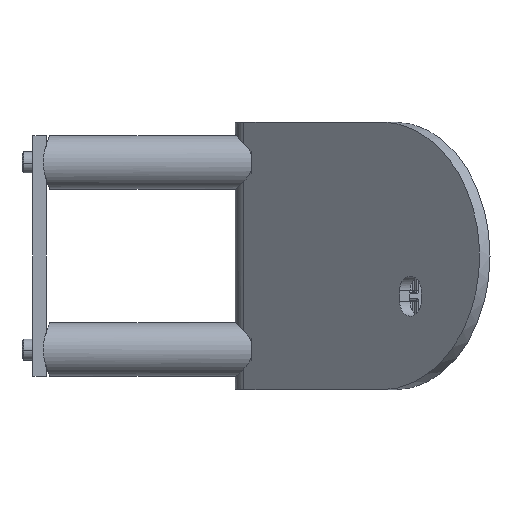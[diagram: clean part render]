
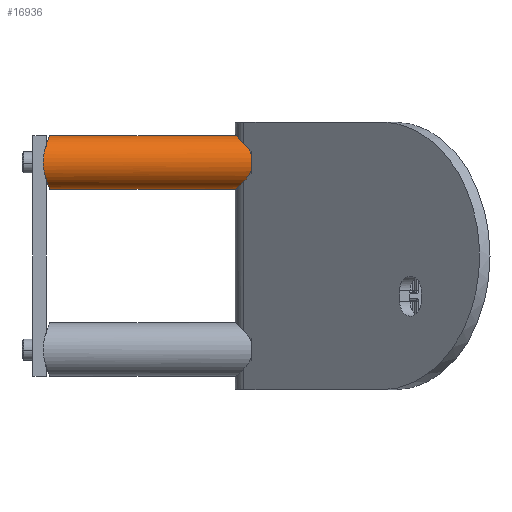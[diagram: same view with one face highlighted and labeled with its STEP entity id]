
A CAD part, left-side view. The second image highlights one B-rep face of the part: STEP entity #16936.
In plain terms, the highlighted cylindrical face has radius 10 mm (diameter 20 mm), a partial arc.
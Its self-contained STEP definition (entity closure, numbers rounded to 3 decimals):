
#56 = CARTESIAN_POINT ( 'NONE',  ( -8.125, 32.118, -5.839 ) ) ;
#143 = CARTESIAN_POINT ( 'NONE',  ( -9.868, 32.937, 1.652 ) ) ;
#231 = CARTESIAN_POINT ( 'NONE',  ( -9.738, 32.869, 2.298 ) ) ;
#312 = CARTESIAN_POINT ( 'NONE',  ( 0., 30.5, -10. ) ) ;
#499 = CARTESIAN_POINT ( 'NONE',  ( 0., -44.6, 10. ) ) ;
#1455 = CARTESIAN_POINT ( 'NONE',  ( 0., 40.5, 10. ) ) ;
#1462 = VERTEX_POINT ( 'NONE', #16355 ) ;
#1520 = CARTESIAN_POINT ( 'NONE',  ( -6.613, 31.556, -7.508 ) ) ;
#1534 = LINE ( 'NONE', #1455, #14839 ) ;
#1613 = CARTESIAN_POINT ( 'NONE',  ( -9.999, 33.006, -0.672 ) ) ;
#1653 = DIRECTION ( 'NONE',  ( 0., -1., 0. ) ) ;
#1706 = CARTESIAN_POINT ( 'NONE',  ( -4.471, 30.968, -8.969 ) ) ;
#2050 = FACE_OUTER_BOUND ( 'NONE', #17219, .T. ) ;
#2504 = CARTESIAN_POINT ( 'NONE',  ( 0., 30.5, 10. ) ) ;
#2830 = CARTESIAN_POINT ( 'NONE',  ( -8.122, 32.116, 5.843 ) ) ;
#2921 = CARTESIAN_POINT ( 'NONE',  ( -0.672, 30.5, -10. ) ) ;
#2997 = CARTESIAN_POINT ( 'NONE',  ( 0., 30.5, 10. ) ) ;
#4224 = CARTESIAN_POINT ( 'NONE',  ( -1.33, 30.532, -9.933 ) ) ;
#4318 = CARTESIAN_POINT ( 'NONE',  ( -7.305, 31.797, -6.837 ) ) ;
#4404 = CARTESIAN_POINT ( 'NONE',  ( -7.93, 32.038, -6.1 ) ) ;
#4437 = CARTESIAN_POINT ( 'NONE',  ( 0., 40.5, -10. ) ) ;
#4485 = CARTESIAN_POINT ( 'NONE',  ( -0.662, 30.5, 10. ) ) ;
#4588 = CARTESIAN_POINT ( 'NONE',  ( -9.35, 32.673, -3.561 ) ) ;
#4927 = AXIS2_PLACEMENT_3D ( 'NONE', #9693, #15485, #16698 ) ;
#4956 = CYLINDRICAL_SURFACE ( 'NONE', #11427, 10. ) ;
#5619 = CARTESIAN_POINT ( 'NONE',  ( -6.851, 31.636, -7.292 ) ) ;
#5675 = B_SPLINE_CURVE_WITH_KNOTS ( 'NONE', 3,
 ( #312, #2921, #4224, #15656, #5697, #11529, #10221, #1706, #5964, #8388, #9861, #1520, #5619, #4318, #11268, #4404, #56, #11353, #8482, #4588, #11624, #16953, #14323, #14165, #1613, #12953, #17206, #12851, #143, #231, #15567, #5879, #14240, #9955, #5786, #2830, #14074, #13035, #7018, #8563, #17042, #11447, #12686, #7183, #10129, #17130, #7102, #10042, #7279, #15746, #4485, #2997 ),
 .UNSPECIFIED., .F., .F.,
 ( 4, 2, 2, 2, 2, 2, 2, 2, 2, 2, 2, 2, 2, 2, 2, 2, 2, 2, 2, 2, 2, 2, 2, 2, 2, 4 ),
 ( 0., 0.002, 0.003, 0.004, 0.006, 0.007, 0.008, 0.009, 0.01, 0.012, 0.013, 0.014, 0.016, 0.017, 0.018, 0.019, 0.02, 0.022, 0.023, 0.024, 0.026, 0.027, 0.028, 0.029, 0.03, 0.032 ),
 .UNSPECIFIED. ) ;
#5697 = CARTESIAN_POINT ( 'NONE',  ( -2.619, 30.66, -9.657 ) ) ;
#5786 = CARTESIAN_POINT ( 'NONE',  ( -8.663, 32.347, 5.037 ) ) ;
#5834 = VERTEX_POINT ( 'NONE', #9767 ) ;
#5879 = CARTESIAN_POINT ( 'NONE',  ( -9.464, 32.73, 3.246 ) ) ;
#5964 = CARTESIAN_POINT ( 'NONE',  ( -5.042, 31.101, -8.66 ) ) ;
#6622 = EDGE_CURVE ( 'NONE', #10275, #11771, #1534, .T. ) ;
#6932 = DIRECTION ( 'NONE',  ( 0., -1., 0. ) ) ;
#7018 = CARTESIAN_POINT ( 'NONE',  ( -7.298, 31.794, 6.844 ) ) ;
#7102 = CARTESIAN_POINT ( 'NONE',  ( -3.252, 30.749, 9.462 ) ) ;
#7183 = CARTESIAN_POINT ( 'NONE',  ( -4.453, 30.971, 8.96 ) ) ;
#7279 = CARTESIAN_POINT ( 'NONE',  ( -2.301, 30.623, 9.737 ) ) ;
#7903 = DIRECTION ( 'NONE',  ( 0., 0., -1. ) ) ;
#8388 = CARTESIAN_POINT ( 'NONE',  ( -5.852, 31.322, -8.116 ) ) ;
#8482 = CARTESIAN_POINT ( 'NONE',  ( -8.974, 32.491, -4.46 ) ) ;
#8563 = CARTESIAN_POINT ( 'NONE',  ( -6.615, 31.553, 7.527 ) ) ;
#9112 = EDGE_CURVE ( 'NONE', #1462, #10275, #5675, .T. ) ;
#9190 = CARTESIAN_POINT ( 'NONE',  ( 0., 40.5, 0. ) ) ;
#9254 = ORIENTED_EDGE ( 'NONE', *, *, #9112, .F. ) ;
#9638 = CIRCLE ( 'NONE', #4927, 10. ) ;
#9693 = CARTESIAN_POINT ( 'NONE',  ( 0., -44.6, 0. ) ) ;
#9767 = CARTESIAN_POINT ( 'NONE',  ( 0., -44.6, -10. ) ) ;
#9859 = VECTOR ( 'NONE', #1653, 1000. ) ;
#9861 = CARTESIAN_POINT ( 'NONE',  ( -6.114, 31.399, -7.92 ) ) ;
#9955 = CARTESIAN_POINT ( 'NONE',  ( -8.971, 32.49, 4.467 ) ) ;
#10042 = CARTESIAN_POINT ( 'NONE',  ( -2.624, 30.661, 9.655 ) ) ;
#10129 = CARTESIAN_POINT ( 'NONE',  ( -4.16, 30.91, 9.1 ) ) ;
#10221 = CARTESIAN_POINT ( 'NONE',  ( -3.565, 30.8, -9.349 ) ) ;
#10275 = VERTEX_POINT ( 'NONE', #2504 ) ;
#11268 = CARTESIAN_POINT ( 'NONE',  ( -7.521, 31.878, -6.599 ) ) ;
#11353 = CARTESIAN_POINT ( 'NONE',  ( -8.668, 32.349, -5.029 ) ) ;
#11427 = AXIS2_PLACEMENT_3D ( 'NONE', #9190, #17645, #7903 ) ;
#11447 = CARTESIAN_POINT ( 'NONE',  ( -5.308, 31.173, 8.482 ) ) ;
#11529 = CARTESIAN_POINT ( 'NONE',  ( -3.253, 30.749, -9.462 ) ) ;
#11624 = CARTESIAN_POINT ( 'NONE',  ( -9.462, 32.728, -3.254 ) ) ;
#11771 = VERTEX_POINT ( 'NONE', #499 ) ;
#12686 = CARTESIAN_POINT ( 'NONE',  ( -5.026, 31.102, 8.651 ) ) ;
#12809 = ORIENTED_EDGE ( 'NONE', *, *, #6622, .F. ) ;
#12851 = CARTESIAN_POINT ( 'NONE',  ( -9.918, 32.963, 1.324 ) ) ;
#12953 = CARTESIAN_POINT ( 'NONE',  ( -10., 33.007, 0.324 ) ) ;
#13035 = CARTESIAN_POINT ( 'NONE',  ( -7.515, 31.875, 6.606 ) ) ;
#13448 = EDGE_CURVE ( 'NONE', #11771, #5834, #9638, .T. ) ;
#14074 = CARTESIAN_POINT ( 'NONE',  ( -7.927, 32.037, 6.104 ) ) ;
#14165 = CARTESIAN_POINT ( 'NONE',  ( -9.933, 32.971, -1.328 ) ) ;
#14240 = CARTESIAN_POINT ( 'NONE',  ( -9.352, 32.674, 3.557 ) ) ;
#14323 = CARTESIAN_POINT ( 'NONE',  ( -9.738, 32.869, -2.299 ) ) ;
#14839 = VECTOR ( 'NONE', #6932, 1000. ) ;
#15485 = DIRECTION ( 'NONE',  ( 0., -1., 0. ) ) ;
#15567 = CARTESIAN_POINT ( 'NONE',  ( -9.657, 32.827, 2.617 ) ) ;
#15656 = CARTESIAN_POINT ( 'NONE',  ( -2.299, 30.623, -9.738 ) ) ;
#15746 = CARTESIAN_POINT ( 'NONE',  ( -1.32, 30.531, 9.935 ) ) ;
#15759 = EDGE_CURVE ( 'NONE', #1462, #5834, #17243, .T. ) ;
#16355 = CARTESIAN_POINT ( 'NONE',  ( 0., 30.5, -10. ) ) ;
#16698 = DIRECTION ( 'NONE',  ( 1., 0., 0. ) ) ;
#16844 = ORIENTED_EDGE ( 'NONE', *, *, #13448, .F. ) ;
#16936 = ADVANCED_FACE ( 'NONE', ( #2050 ), #4956, .T. ) ;
#16953 = CARTESIAN_POINT ( 'NONE',  ( -9.656, 32.826, -2.623 ) ) ;
#17042 = CARTESIAN_POINT ( 'NONE',  ( -6.119, 31.395, 7.936 ) ) ;
#17130 = CARTESIAN_POINT ( 'NONE',  ( -3.559, 30.799, 9.351 ) ) ;
#17203 = ORIENTED_EDGE ( 'NONE', *, *, #15759, .T. ) ;
#17206 = CARTESIAN_POINT ( 'NONE',  ( -9.984, 32.998, 0.66 ) ) ;
#17219 = EDGE_LOOP ( 'NONE', ( #12809, #9254, #17203, #16844 ) ) ;
#17243 = LINE ( 'NONE', #4437, #9859 ) ;
#17645 = DIRECTION ( 'NONE',  ( 0., -1., 0. ) ) ;
